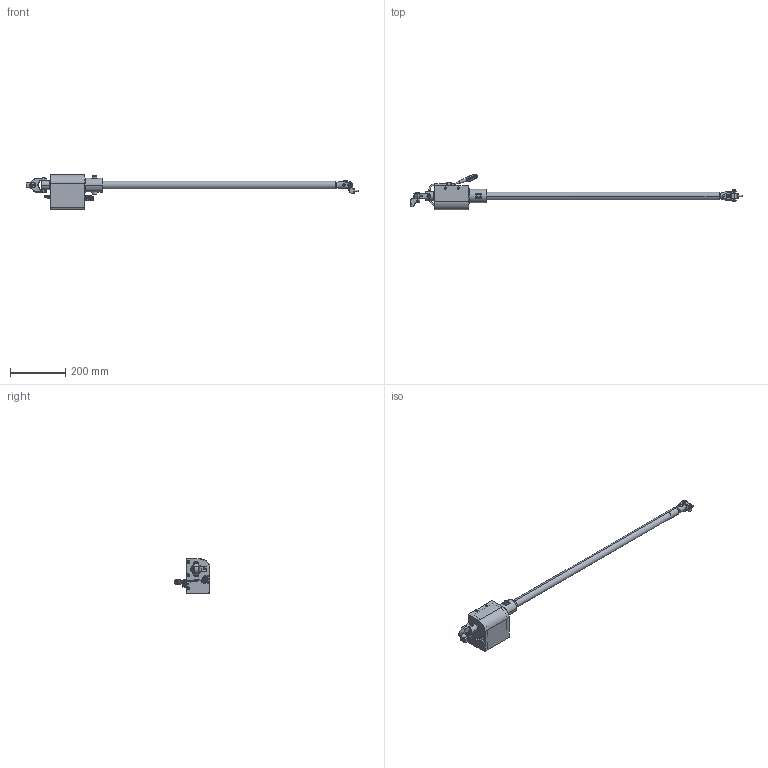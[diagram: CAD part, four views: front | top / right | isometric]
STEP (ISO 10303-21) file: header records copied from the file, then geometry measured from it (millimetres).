
FILE_DESCRIPTION((''),'2;1');
FILE_NAME('4390151787','2013-01-03T',('Tooextcsr'),(''),'PRO/ENGINEER BY PARAMETRIC TECHNOLOGY CORPORATION, 2011410','PRO/ENGINEER BY PARAMETRIC TECHNOLOGY CORPORATION, 2011410','');
FILE_SCHEMA(('CONFIG_CONTROL_DESIGN', 'GEOMETRIC_VALIDATION_PROPERTIES_MIM'));
Length unit declared in the file: millimetre
Products named in the file (1): 4390151787
Bounding box: 1206 x 130.57 x 128 mm (x, y, z)
Volume: 242730.9 mm3; surface area: 650509.1 mm2
Topology: 34 solids, 84 shells, 3274 faces, 8535 edges, 5450 vertices
Faces by surface type: plane 1605, cylinder 1044, torus 256, cone 254, sphere 57, bspline 46, revolution 6, extrusion 6
Full cylindrical faces by diameter (mm): 2 x1
Entity records: 127898 total; most frequent: CARTESIAN_POINT 25187, DIRECTION 16803, ORIENTED_EDGE 16722, EDGE_CURVE 8430, AXIS2_PLACEMENT_3D 6033, VERTEX_POINT 5452, VECTOR 4731, LINE 4725
